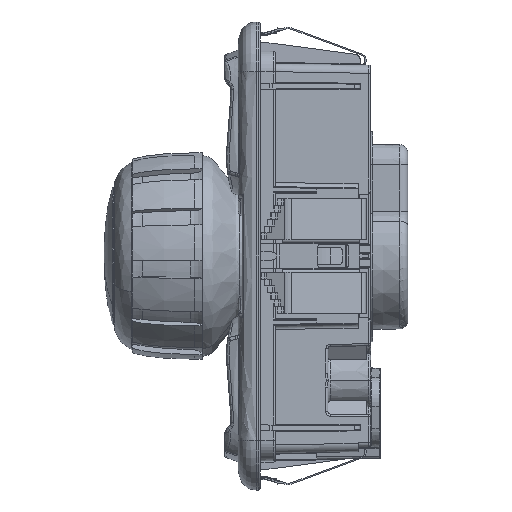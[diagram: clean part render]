
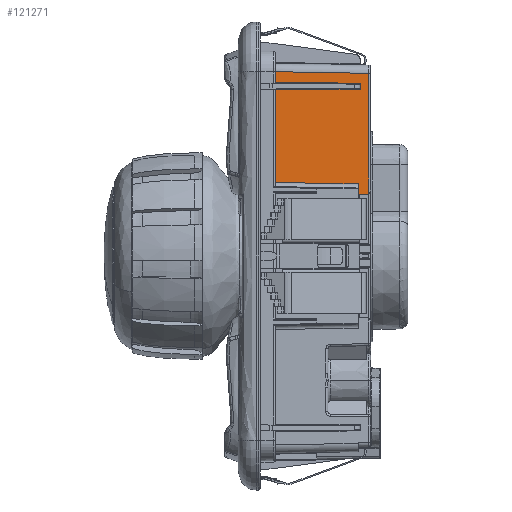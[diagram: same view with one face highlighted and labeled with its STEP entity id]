
A CAD part, left-side view. The second image highlights one B-rep face of the part: STEP entity #121271.
In plain terms, the highlighted planar face has unit normal (-1, -0.018, 0).
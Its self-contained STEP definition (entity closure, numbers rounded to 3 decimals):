
#3935=DIRECTION('',(0.,0.,1.));
#3936=VECTOR('',#3935,2.596);
#3937=CARTESIAN_POINT('',(-28.5,-3.075,41.904));
#3938=LINE('',#3937,#3936);
#3950=CARTESIAN_POINT('',(-28.5,-3.075,41.904));
#31806=DIRECTION('',(0.,0.,-1.));
#31807=VECTOR('',#31806,1.45);
#31808=CARTESIAN_POINT('',(-28.142,-23.575,41.725));
#31809=LINE('',#31808,#31807);
#31840=DIRECTION('',(-0.017,1.,0.017));
#31841=VECTOR('',#31840,20.006);
#31842=CARTESIAN_POINT('',(-28.151,-23.075,17.401));
#31843=LINE('',#31842,#31841);
#31847=DIRECTION('',(0.017,-1.,0.009));
#31848=VECTOR('',#31847,20.504);
#31849=CARTESIAN_POINT('',(-28.5,-3.075,40.096));
#31850=LINE('',#31849,#31848);
#31854=DIRECTION('',(-0.017,1.,0.009));
#31855=VECTOR('',#31854,20.504);
#31856=CARTESIAN_POINT('',(-28.142,-23.575,41.725));
#31857=LINE('',#31856,#31855);
#31861=DIRECTION('',(0.017,-1.,-0.017));
#31862=VECTOR('',#31861,22.516);
#31863=CARTESIAN_POINT('',(-28.5,-3.075,44.5));
#31864=LINE('',#31863,#31862);
#31868=DIRECTION('',(0.,0.,-1.));
#31869=VECTOR('',#31868,29.159);
#31870=CARTESIAN_POINT('',(-28.107,-25.584,
44.107));
#31871=LINE('',#31870,#31869);
#31875=DIRECTION('',(0.017,-1.,0.01));
#31876=VECTOR('',#31875,2.505);
#31877=CARTESIAN_POINT('',(-28.151,-23.075,14.925));
#31878=LINE('',#31877,#31876);
#31932=DIRECTION('',(0.,0.,-1.));
#31933=VECTOR('',#31932,2.476);
#31934=CARTESIAN_POINT('',(-28.151,-23.075,17.401));
#31935=LINE('',#31934,#31933);
#32025=CARTESIAN_POINT('',(-28.109,-25.575,
14.946));
#62369=CARTESIAN_POINT('',(-28.5,-3.075,17.75));
#62401=DIRECTION('',(0.,0.,1.));
#62402=VECTOR('',#62401,22.346);
#62403=CARTESIAN_POINT('',(-28.5,-3.075,17.75));
#62404=LINE('',#62403,#62402);
#72467=CARTESIAN_POINT('',(-28.5,-3.075,44.5));
#75573=CARTESIAN_POINT('',(-28.151,-23.075,14.925));
#75574=VERTEX_POINT('',#75573);
#75583=VERTEX_POINT('',#72467);
#75689=VERTEX_POINT('',#32025);
#75690=CARTESIAN_POINT('',(-28.107,-25.584,
44.107));
#75691=VERTEX_POINT('',#75690);
#75717=VERTEX_POINT('',#62369);
#75718=CARTESIAN_POINT('',(-28.151,-23.075,17.401));
#75719=VERTEX_POINT('',#75718);
#77246=VERTEX_POINT('',#3950);
#77247=CARTESIAN_POINT('',(-28.142,-23.575,41.725));
#77248=VERTEX_POINT('',#77247);
#77251=CARTESIAN_POINT('',(-28.5,-3.075,40.096));
#77252=CARTESIAN_POINT('',(-28.142,-23.575,40.275));
#77253=VERTEX_POINT('',#77251);
#77254=VERTEX_POINT('',#77252);
#121247=CARTESIAN_POINT('',(-28.5,-3.075,-49.222));
#121248=DIRECTION('',(-1.,-0.017,0.));
#121249=DIRECTION('',(0.,0.,-1.));
#121250=AXIS2_PLACEMENT_3D('',#121247,#121248,#121249);
#121251=PLANE('',#121250);
#121253=ORIENTED_EDGE('',*,*,#121252,.T.);
#121255=ORIENTED_EDGE('',*,*,#121254,.T.);
#121257=ORIENTED_EDGE('',*,*,#121256,.T.);
#121258=ORIENTED_EDGE('',*,*,#121201,.F.);
#121259=ORIENTED_EDGE('',*,*,#121228,.T.);
#121260=ORIENTED_EDGE('',*,*,#89501,.T.);
#121262=ORIENTED_EDGE('',*,*,#121261,.T.);
#121264=ORIENTED_EDGE('',*,*,#121263,.T.);
#121266=ORIENTED_EDGE('',*,*,#121265,.F.);
#121268=ORIENTED_EDGE('',*,*,#121267,.F.);
#121269=EDGE_LOOP('',(#121253,#121255,#121257,#121258,#121259,#121260,#121262,
#121264,#121266,#121268));
#121270=FACE_OUTER_BOUND('',#121269,.F.);
#121271=ADVANCED_FACE('',(#121270),#121251,.T.);
#89501=EDGE_CURVE('',#77246,#75583,#3938,.T.);
#121201=EDGE_CURVE('',#77248,#77254,#31809,.T.);
#121228=EDGE_CURVE('',#77248,#77246,#31857,.T.);
#121252=EDGE_CURVE('',#75719,#75717,#31843,.T.);
#121254=EDGE_CURVE('',#75717,#77253,#62404,.T.);
#121256=EDGE_CURVE('',#77253,#77254,#31850,.T.);
#121261=EDGE_CURVE('',#75583,#75691,#31864,.T.);
#121263=EDGE_CURVE('',#75691,#75689,#31871,.T.);
#121265=EDGE_CURVE('',#75574,#75689,#31878,.T.);
#121267=EDGE_CURVE('',#75719,#75574,#31935,.T.);
